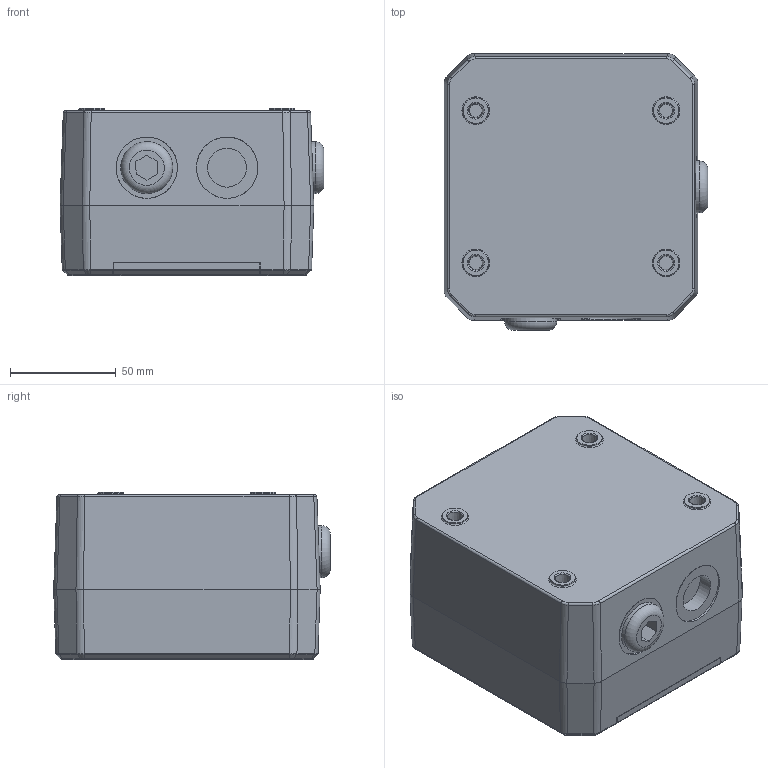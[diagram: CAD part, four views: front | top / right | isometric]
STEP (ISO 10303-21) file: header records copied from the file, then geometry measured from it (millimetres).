
FILE_DESCRIPTION (( 'STEP AP203' ), '1' );
FILE_NAME ('D154-05-001-3D_Issue_2.STEP', '2025-02-18T10:59:45', ( '' ), ( '' ), 'SwSTEP 2.0', 'SolidWorks 2024', '' );
FILE_SCHEMA (( 'CONFIG_CONTROL_DESIGN' ));
Length unit declared in the file: millimetre
Products named in the file (1): D154-05-001-3D_Issue_2
Bounding box: 124.8 x 130.8 x 79 mm (x, y, z)
Volume: 1026453.1 mm3; surface area: 143656.9 mm2
Topology: 18 solids, 23 shells, 532 faces, 1208 edges, 778 vertices
Faces by surface type: plane 268, cylinder 134, cone 59, bspline 43, torus 28
Full cylindrical faces by diameter (mm): 3 x7, 3.3 x1, 4 x12, 5.4 x1, 6.85 x1, 7 x8, 9 x1, 18.38 x5, 20 x4, 22 x2, 24.6 x2, 29 x3
Entity records: 16032 total; most frequent: CARTESIAN_POINT 5389, ORIENTED_EDGE 2066, DIRECTION 2023, EDGE_CURVE 1033, AXIS2_PLACEMENT_3D 725, EDGE_LOOP 723, VERTEX_POINT 722, FACE_OUTER_BOUND 586
